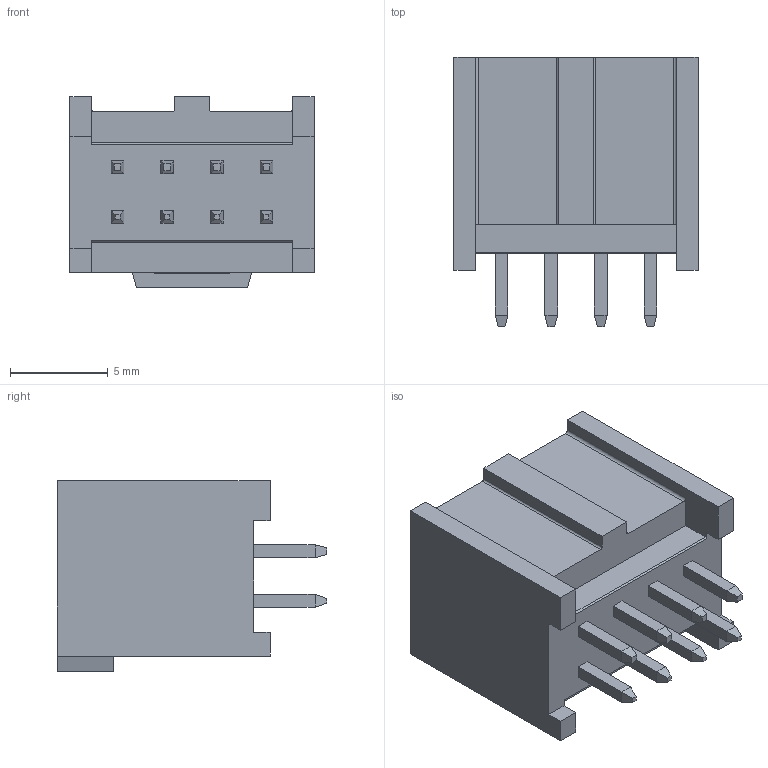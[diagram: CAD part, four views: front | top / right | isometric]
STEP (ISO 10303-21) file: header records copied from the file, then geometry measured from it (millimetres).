
FILE_DESCRIPTION((''),'2;1');
FILE_NAME('901301108','2018-10-31T',('gga'),(''),'PRO/ENGINEER BY PARAMETRIC TECHNOLOGY CORPORATION, 2016010','PRO/ENGINEER BY PARAMETRIC TECHNOLOGY CORPORATION, 2016010','');
FILE_SCHEMA(('CONFIG_CONTROL_DESIGN'));
Length unit declared in the file: millimetre
Products named in the file (1): 901301108
Bounding box: 12.5 x 13.8 x 9.75 mm (x, y, z)
Volume: 528.4 mm3; surface area: 1146.9 mm2
Topology: 1 solids, 1 shells, 201 faces, 500 edges, 316 vertices
Faces by surface type: plane 197, cylinder 4
Entity records: 5813 total; most frequent: CARTESIAN_POINT 1002, ORIENTED_EDGE 968, DIRECTION 928, EDGE_CURVE 484, VECTOR 476, LINE 476, VERTEX_POINT 300, AXIS2_PLACEMENT_3D 226
